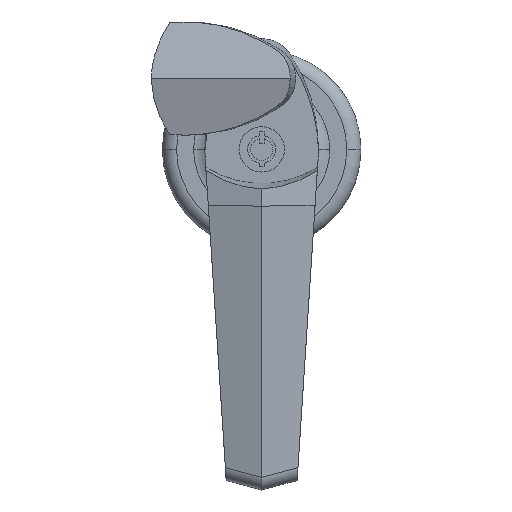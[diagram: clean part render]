
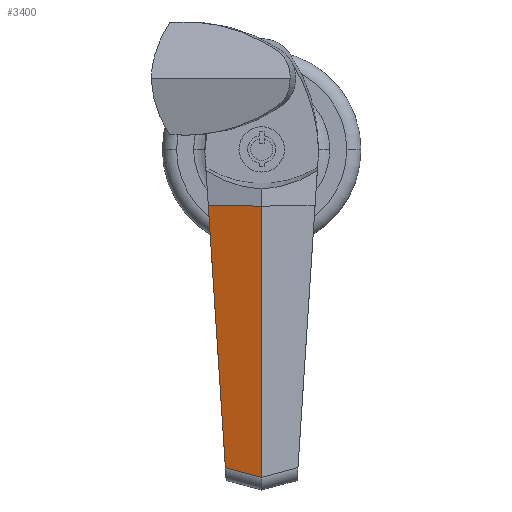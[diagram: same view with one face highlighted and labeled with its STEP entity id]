
A CAD part, top view. The second image highlights one B-rep face of the part: STEP entity #3400.
In plain terms, the highlighted planar face has unit normal (-0.259, -0.087, 0.962).
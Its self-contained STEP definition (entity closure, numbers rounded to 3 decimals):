
#146 = VECTOR ( 'NONE', #2384, 1000. ) ;
#149 = VECTOR ( 'NONE', #2381, 1000. ) ;
#195 = VECTOR ( 'NONE', #2387, 1000. ) ;
#1226 = LINE ( 'NONE', #1227, #3832 ) ;
#1227 = CARTESIAN_POINT ( 'NONE',  ( -19.681, -6.386, -4.07 ) ) ;
#1228 = DIRECTION ( 'NONE',  ( -0.065, 0.995, 0.072 ) ) ;
#1659 = CARTESIAN_POINT ( 'NONE',  ( -12.791, -112.176, -11.737 ) ) ;
#1660 = CARTESIAN_POINT ( 'NONE',  ( -18.809, -19.774, -5.04 ) ) ;
#1682 = CARTESIAN_POINT ( 'NONE',  ( 0., -115.603, -8.604 ) ) ;
#1683 = CARTESIAN_POINT ( 'NONE',  ( 0., -20., 0. ) ) ;
#2379 = LINE ( 'NONE', #2380, #149 ) ;
#2380 = CARTESIAN_POINT ( 'NONE',  ( -41.518, -104.479, -18.773 ) ) ;
#2381 = DIRECTION ( 'NONE',  ( 0.94, -0.252, 0.23 ) ) ;
#2382 = LINE ( 'NONE', #2383, #146 ) ;
#2383 = CARTESIAN_POINT ( 'NONE',  ( 0., -20., 0. ) ) ;
#2384 = DIRECTION ( 'NONE',  ( 0., -0.996, -0.09 ) ) ;
#2385 = LINE ( 'NONE', #2386, #195 ) ;
#2386 = CARTESIAN_POINT ( 'NONE',  ( -21.967, -19.736, -5.886 ) ) ;
#2387 = DIRECTION ( 'NONE',  ( -0.966, 0.012, -0.259 ) ) ;
#3400 = ADVANCED_FACE ( 'NONE', ( #5761 ), #4689, .T. ) ;
#3832 = VECTOR ( 'NONE', #1228, 1000. ) ;
#4689 = PLANE ( 'NONE',  #5657 ) ;
#4690 = CARTESIAN_POINT ( 'NONE',  ( -21.967, -19.736, -5.886 ) ) ;
#4691 = DIRECTION ( 'NONE',  ( -0.259, -0.087, 0.962 ) ) ;
#4692 = DIRECTION ( 'NONE',  ( 0.966, 0., 0.26 ) ) ;
#5657 = AXIS2_PLACEMENT_3D ( 'NONE', #4690, #4691, #4692 ) ;
#5761 = FACE_OUTER_BOUND ( 'NONE', #8390, .T. ) ;
#7734 = EDGE_CURVE ( 'NONE', #9046, #9047, #1226, .T. ) ;
#8390 = EDGE_LOOP ( 'NONE', ( #9392, #9393, #9391, #9394 ) ) ;
#9046 = VERTEX_POINT ( 'NONE', #1659 ) ;
#9047 = VERTEX_POINT ( 'NONE', #1660 ) ;
#9069 = VERTEX_POINT ( 'NONE', #1682 ) ;
#9070 = VERTEX_POINT ( 'NONE', #1683 ) ;
#9391 = ORIENTED_EDGE ( 'NONE', *, *, #11131, .F. ) ;
#9392 = ORIENTED_EDGE ( 'NONE', *, *, #7734, .F. ) ;
#9393 = ORIENTED_EDGE ( 'NONE', *, *, #11130, .T. ) ;
#9394 = ORIENTED_EDGE ( 'NONE', *, *, #11132, .T. ) ;
#11130 = EDGE_CURVE ( 'NONE', #9046, #9069, #2379, .T. ) ;
#11131 = EDGE_CURVE ( 'NONE', #9070, #9069, #2382, .T. ) ;
#11132 = EDGE_CURVE ( 'NONE', #9070, #9047, #2385, .T. ) ;
